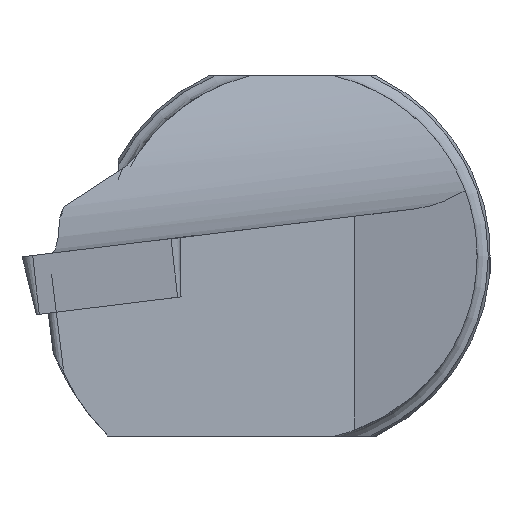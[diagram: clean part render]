
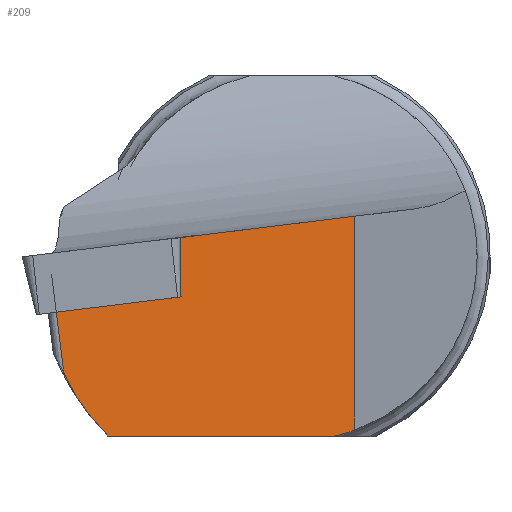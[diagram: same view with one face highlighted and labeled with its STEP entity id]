
A CAD part, left-side view. The second image highlights one B-rep face of the part: STEP entity #209.
In plain terms, the highlighted planar face has unit normal (-0.997, -0.079, 0).
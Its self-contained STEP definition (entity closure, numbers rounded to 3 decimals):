
#70=PLANE('',#921);
#100=LINE('',#1316,#148);
#104=LINE('',#1352,#152);
#105=LINE('',#1356,#153);
#106=LINE('',#1357,#154);
#148=VECTOR('',#1024,1.);
#152=VECTOR('',#1040,1.);
#153=VECTOR('',#1043,1.);
#154=VECTOR('',#1044,1.);
#196=ELLIPSE('',#912,10.407,10.375);
#201=ELLIPSE('',#920,7.473,7.45);
#209=ADVANCED_FACE('',(#270),#70,.F.);
#270=FACE_OUTER_BOUND('',#312,.T.);
#312=EDGE_LOOP('',(#428,#429,#430,#431,#432,#433));
#428=ORIENTED_EDGE('',*,*,#750,.F.);
#429=ORIENTED_EDGE('',*,*,#763,.T.);
#430=ORIENTED_EDGE('',*,*,#764,.F.);
#431=ORIENTED_EDGE('',*,*,#765,.T.);
#432=ORIENTED_EDGE('',*,*,#752,.T.);
#433=ORIENTED_EDGE('',*,*,#766,.F.);
#660=VERTEX_POINT('',#1293);
#661=VERTEX_POINT('',#1295);
#662=VERTEX_POINT('',#1317);
#663=VERTEX_POINT('',#1318);
#671=VERTEX_POINT('',#1353);
#672=VERTEX_POINT('',#1355);
#750=EDGE_CURVE('',#660,#661,#196,.T.);
#752=EDGE_CURVE('',#662,#663,#100,.T.);
#763=EDGE_CURVE('',#660,#671,#104,.T.);
#764=EDGE_CURVE('',#672,#671,#201,.T.);
#765=EDGE_CURVE('',#672,#662,#105,.T.);
#766=EDGE_CURVE('',#661,#663,#106,.T.);
#912=AXIS2_PLACEMENT_3D('',#1294,#1020,#1021);
#920=AXIS2_PLACEMENT_3D('',#1354,#1041,#1042);
#921=AXIS2_PLACEMENT_3D('',#1358,#1045,#1046);
#1020=DIRECTION('',(0.997,0.078,0.));
#1021=DIRECTION('',(-0.078,0.997,0.));
#1024=DIRECTION('',(-0.078,0.99,-0.121));
#1040=DIRECTION('',(0.078,-0.997,0.));
#1041=DIRECTION('',(0.997,0.078,0.));
#1042=DIRECTION('',(-0.078,0.997,0.));
#1043=DIRECTION('',(0.,0.,1.));
#1044=DIRECTION('',(-0.01,0.123,0.992));
#1045=DIRECTION('',(0.997,0.078,0.));
#1046=DIRECTION('',(0.078,-0.997,0.));
#1293=CARTESIAN_POINT('',(0.984,-3.497,-7.211));
#1294=CARTESIAN_POINT('',(1.569,-10.919,0.039));
#1295=CARTESIAN_POINT('',(0.846,-1.738,-4.794));
#1316=CARTESIAN_POINT('',(0.654,0.706,-0.097));
#1317=CARTESIAN_POINT('',(1.767,-13.444,1.641));
#1318=CARTESIAN_POINT('',(0.798,-1.129,0.129));
#1352=CARTESIAN_POINT('',(1.523,-10.342,-7.211));
#1353=CARTESIAN_POINT('',(1.703,-12.633,-7.211));
#1354=CARTESIAN_POINT('',(1.569,-10.919,0.039));
#1355=CARTESIAN_POINT('',(1.767,-13.444,-6.97));
#1356=CARTESIAN_POINT('',(1.767,-13.444,-10.336));
#1357=CARTESIAN_POINT('',(0.796,-1.101,0.357));
#1358=CARTESIAN_POINT('',(0.752,-0.544,-10.336));
